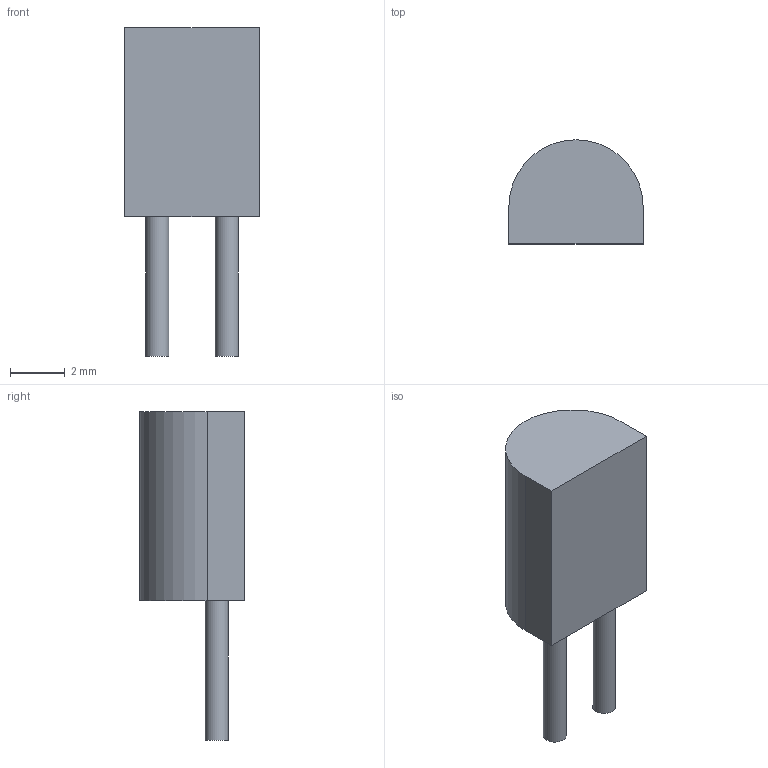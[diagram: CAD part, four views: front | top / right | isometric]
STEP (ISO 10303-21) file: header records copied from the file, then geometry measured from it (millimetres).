
FILE_DESCRIPTION(('FreeCAD Model'),'2;1');
FILE_NAME('1168398.1.5.stp','2022-03-31T10:32:14',( 'Author'),(''),'Open CASCADE STEP processor 6.9','FreeCAD','Unknown' );
FILE_SCHEMA(('AUTOMOTIVE_DESIGN { 1 0 10303 214 1 1 1 1 }'));
Length unit declared in the file: millimetre
Products named in the file (3): ASSEMBLY; Body; Leads
Assembly tree (2 placements, depth 2):
  ASSEMBLY
    Body
    Leads
Bounding box: 4.9 x 3.8 x 12 mm (x, y, z)
Volume: 116.4 mm3; surface area: 166.8 mm2
Topology: 3 solids, 4 shells, 13 faces, 18 edges, 12 vertices
Faces by surface type: plane 10, cylinder 3
Full cylindrical faces by diameter (mm): 0.84 x2
Entity records: 625 total; most frequent: DIRECTION 98, CARTESIAN_POINT 88, LINE 48, VECTOR 48, ORIENTED_EDGE 42, PCURVE 40, DEFINITIONAL_REPRESENTATION 40, AXIS2_PLACEMENT_3D 22
